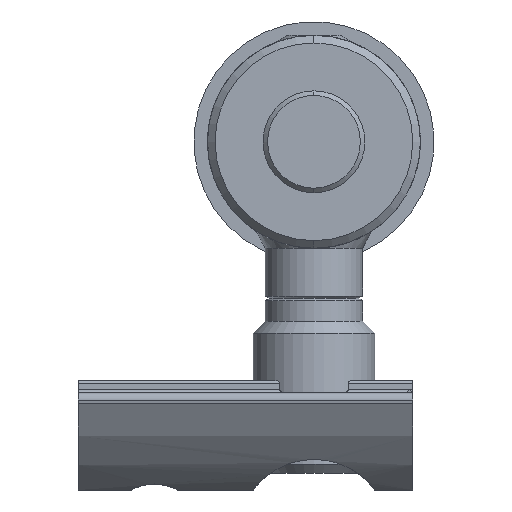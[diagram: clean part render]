
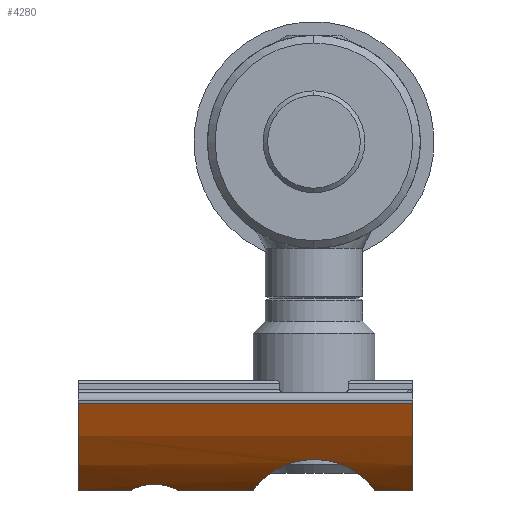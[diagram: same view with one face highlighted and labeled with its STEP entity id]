
A CAD part, front view. The second image highlights one B-rep face of the part: STEP entity #4280.
In plain terms, the highlighted cylindrical face has radius 15 mm (diameter 30 mm), a partial arc.
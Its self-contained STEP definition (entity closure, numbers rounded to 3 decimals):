
#29 = ORIENTED_EDGE ( 'NONE', *, *, #3637, .T. ) ;
#38 = ORIENTED_EDGE ( 'NONE', *, *, #1740, .T. ) ;
#110 = CARTESIAN_POINT ( 'NONE',  ( -11.049, 5.457, -22.563 ) ) ;
#122 = ORIENTED_EDGE ( 'NONE', *, *, #778, .F. ) ;
#123 = ORIENTED_EDGE ( 'NONE', *, *, #6929, .T. ) ;
#169 = CARTESIAN_POINT ( 'NONE',  ( -2.616, 4.388, -21.635 ) ) ;
#203 = CARTESIAN_POINT ( 'NONE',  ( 2.789, 4.487, -21.731 ) ) ;
#221 = ORIENTED_EDGE ( 'NONE', *, *, #3654, .T. ) ;
#295 = DIRECTION ( 'NONE',  ( 0., 1., 0. ) ) ;
#416 = EDGE_LOOP ( 'NONE', ( #7517, #6865, #7594, #7591, #29, #38, #122, #123, #221 ) ) ;
#425 = CIRCLE ( 'NONE', #1255, 15. ) ;
#655 = DIRECTION ( 'NONE',  ( -1., 0., 0. ) ) ;
#685 = EDGE_CURVE ( 'NONE', #7546, #7509, #3463, .T. ) ;
#712 = CARTESIAN_POINT ( 'NONE',  ( 6.5, 5.9, -22.9 ) ) ;
#722 = CARTESIAN_POINT ( 'NONE',  ( -10.639, 5.4, -22.518 ) ) ;
#778 = EDGE_CURVE ( 'NONE', #4663, #2367, #4935, .T. ) ;
#783 = AXIS2_PLACEMENT_3D ( 'NONE', #7299, #3887, #295 ) ;
#791 = CARTESIAN_POINT ( 'NONE',  ( -1.711, 3.935, -21.182 ) ) ;
#820 = CARTESIAN_POINT ( 'NONE',  ( 3.607, 5.272, -22.42 ) ) ;
#842 = CARTESIAN_POINT ( 'NONE',  ( 6.5, 14.754, -10.792 ) ) ;
#903 = CARTESIAN_POINT ( 'NONE',  ( -4., 5.9, -22.9 ) ) ;
#908 = CARTESIAN_POINT ( 'NONE',  ( 6.5, 5.9, -22.9 ) ) ;
#1107 = CARTESIAN_POINT ( 'NONE',  ( -15.5, 5.9, -22.9 ) ) ;
#1214 = CARTESIAN_POINT ( 'NONE',  ( -9.953, 5.457, -22.563 ) ) ;
#1255 = AXIS2_PLACEMENT_3D ( 'NONE', #4717, #4692, #4162 ) ;
#1293 = EDGE_CURVE ( 'NONE', #3407, #7178, #3251, .T. ) ;
#1388 = CARTESIAN_POINT ( 'NONE',  ( -0.882, 3.739, -20.974 ) ) ;
#1416 = CARTESIAN_POINT ( 'NONE',  ( 4., 5.9, -22.9 ) ) ;
#1428 = VERTEX_POINT ( 'NONE', #6292 ) ;
#1466 = DIRECTION ( 'NONE',  ( -1., 0., 0. ) ) ;
#1680 = CARTESIAN_POINT ( 'NONE',  ( 6.5, 1.198, -17.214 ) ) ;
#1740 = EDGE_CURVE ( 'NONE', #4956, #2367, #425, .T. ) ;
#1811 = CARTESIAN_POINT ( 'NONE',  ( -9.438, 5.621, -22.691 ) ) ;
#1891 = VECTOR ( 'NONE', #6186, 1000. ) ;
#1969 = CARTESIAN_POINT ( 'NONE',  ( -3.82, 5.572, -22.66 ) ) ;
#1996 = CARTESIAN_POINT ( 'NONE',  ( -9., 5.9, -22.9 ) ) ;
#1999 = CARTESIAN_POINT ( 'NONE',  ( -0.223, 3.671, -20.9 ) ) ;
#2105 = CARTESIAN_POINT ( 'NONE',  ( -15.5, 1.198, -17.214 ) ) ;
#2188 = FACE_OUTER_BOUND ( 'NONE', #416, .T. ) ;
#2367 = VERTEX_POINT ( 'NONE', #1107 ) ;
#2421 = CARTESIAN_POINT ( 'NONE',  ( -9., 5.9, -22.9 ) ) ;
#2553 = CIRCLE ( 'NONE', #783, 15. ) ;
#2588 = CARTESIAN_POINT ( 'NONE',  ( 0.437, 3.684, -20.914 ) ) ;
#2603 = B_SPLINE_CURVE_WITH_KNOTS ( 'NONE', 3,
 ( #903, #1969, #6604, #3163, #7182, #3769, #169, #4367, #791, #4933, #1388, #5496, #1999, #6068, #2588, #6630, #3191, #7204, #3795, #203, #4386, #820, #4957, #1416 ),
 .UNSPECIFIED., .F., .F.,
 ( 4, 2, 2, 2, 2, 2, 2, 2, 2, 2, 2, 4 ),
 ( 0., 0.001, 0.002, 0.003, 0.004, 0.005, 0.005, 0.006, 0.007, 0.008, 0.009, 0.011 ),
 .UNSPECIFIED. ) ;
#2671 = EDGE_CURVE ( 'NONE', #3351, #7546, #2553, .T. ) ;
#3121 = AXIS2_PLACEMENT_3D ( 'NONE', #842, #1466, #4463 ) ;
#3163 = CARTESIAN_POINT ( 'NONE',  ( -3.221, 4.865, -22.072 ) ) ;
#3191 = CARTESIAN_POINT ( 'NONE',  ( 1.089, 3.777, -21.015 ) ) ;
#3251 = LINE ( 'NONE', #6805, #4639 ) ;
#3351 = VERTEX_POINT ( 'NONE', #1680 ) ;
#3407 = VERTEX_POINT ( 'NONE', #4169 ) ;
#3463 = LINE ( 'NONE', #5804, #1891 ) ;
#3549 = CARTESIAN_POINT ( 'NONE',  ( 6.5, 1.198, -17.214 ) ) ;
#3566 = CARTESIAN_POINT ( 'NONE',  ( -12., 5.9, -22.9 ) ) ;
#3576 = CARTESIAN_POINT ( 'NONE',  ( -10.361, 5.4, -22.518 ) ) ;
#3637 = EDGE_CURVE ( 'NONE', #3351, #4956, #3836, .T. ) ;
#3654 = EDGE_CURVE ( 'NONE', #1428, #7178, #5213, .T. ) ;
#3705 = CARTESIAN_POINT ( 'NONE',  ( -11.18, 5.491, -22.59 ) ) ;
#3769 = CARTESIAN_POINT ( 'NONE',  ( -2.777, 4.497, -21.738 ) ) ;
#3795 = CARTESIAN_POINT ( 'NONE',  ( 2.101, 4.091, -21.346 ) ) ;
#3836 = LINE ( 'NONE', #3549, #6856 ) ;
#3887 = DIRECTION ( 'NONE',  ( 1., 0., 0. ) ) ;
#4162 = DIRECTION ( 'NONE',  ( 0., 1., 0. ) ) ;
#4169 = CARTESIAN_POINT ( 'NONE',  ( -4., 5.9, -22.9 ) ) ;
#4280 = ADVANCED_FACE ( 'NONE', ( #2188 ), #6110, .T. ) ;
#4300 = CARTESIAN_POINT ( 'NONE',  ( -10.779, 5.412, -22.528 ) ) ;
#4367 = CARTESIAN_POINT ( 'NONE',  ( -2.102, 4.092, -21.346 ) ) ;
#4386 = CARTESIAN_POINT ( 'NONE',  ( 3.093, 4.73, -21.957 ) ) ;
#4463 = DIRECTION ( 'NONE',  ( 0., -1., 0. ) ) ;
#4639 = VECTOR ( 'NONE', #6295, 1000. ) ;
#4663 = VERTEX_POINT ( 'NONE', #3566 ) ;
#4692 = DIRECTION ( 'NONE',  ( 1., 0., 0. ) ) ;
#4717 = CARTESIAN_POINT ( 'NONE',  ( -15.5, 14.754, -10.792 ) ) ;
#4761 = CARTESIAN_POINT ( 'NONE',  ( -10.224, 5.411, -22.527 ) ) ;
#4852 = CARTESIAN_POINT ( 'NONE',  ( -12., 5.9, -22.9 ) ) ;
#4879 = CARTESIAN_POINT ( 'NONE',  ( -10.5, 5.4, -22.518 ) ) ;
#4933 = CARTESIAN_POINT ( 'NONE',  ( -1.094, 3.778, -21.016 ) ) ;
#4935 = LINE ( 'NONE', #712, #5106 ) ;
#4956 = VERTEX_POINT ( 'NONE', #2105 ) ;
#4957 = CARTESIAN_POINT ( 'NONE',  ( 3.82, 5.572, -22.66 ) ) ;
#5006 = B_SPLINE_CURVE_WITH_KNOTS ( 'NONE', 3,
 ( #4852, #5975, #7118, #3705, #110, #4300, #722, #4879 ),
 .UNSPECIFIED., .F., .F.,
 ( 4, 2, 2, 4 ),
 ( 0., 0.001, 0.001, 0.002 ),
 .UNSPECIFIED. ) ;
#5106 = VECTOR ( 'NONE', #655, 1000. ) ;
#5213 = B_SPLINE_CURVE_WITH_KNOTS ( 'NONE', 3,
 ( #7585, #3576, #4761, #1214, #5336, #1811, #5882, #2421 ),
 .UNSPECIFIED., .F., .F.,
 ( 4, 2, 2, 4 ),
 ( 0.002, 0.002, 0.002, 0.003 ),
 .UNSPECIFIED. ) ;
#5336 = CARTESIAN_POINT ( 'NONE',  ( -9.819, 5.491, -22.59 ) ) ;
#5496 = CARTESIAN_POINT ( 'NONE',  ( -0.446, 3.685, -20.915 ) ) ;
#5804 = CARTESIAN_POINT ( 'NONE',  ( 6.5, 5.9, -22.9 ) ) ;
#5865 = EDGE_CURVE ( 'NONE', #3407, #7509, #2603, .T. ) ;
#5882 = CARTESIAN_POINT ( 'NONE',  ( -9.205, 5.746, -22.788 ) ) ;
#5975 = CARTESIAN_POINT ( 'NONE',  ( -11.795, 5.746, -22.788 ) ) ;
#6068 = CARTESIAN_POINT ( 'NONE',  ( 0.217, 3.671, -20.9 ) ) ;
#6110 = CYLINDRICAL_SURFACE ( 'NONE', #3121, 15. ) ;
#6186 = DIRECTION ( 'NONE',  ( -1., 0., 0. ) ) ;
#6292 = CARTESIAN_POINT ( 'NONE',  ( -10.5, 5.4, -22.518 ) ) ;
#6295 = DIRECTION ( 'NONE',  ( -1., 0., 0. ) ) ;
#6604 = CARTESIAN_POINT ( 'NONE',  ( -3.607, 5.272, -22.42 ) ) ;
#6630 = CARTESIAN_POINT ( 'NONE',  ( 0.874, 3.737, -20.972 ) ) ;
#6805 = CARTESIAN_POINT ( 'NONE',  ( 6.5, 5.9, -22.9 ) ) ;
#6856 = VECTOR ( 'NONE', #7559, 1000. ) ;
#6865 = ORIENTED_EDGE ( 'NONE', *, *, #5865, .T. ) ;
#6929 = EDGE_CURVE ( 'NONE', #4663, #1428, #5006, .T. ) ;
#7118 = CARTESIAN_POINT ( 'NONE',  ( -11.564, 5.622, -22.692 ) ) ;
#7167 = CARTESIAN_POINT ( 'NONE',  ( 4., 5.9, -22.9 ) ) ;
#7178 = VERTEX_POINT ( 'NONE', #1996 ) ;
#7182 = CARTESIAN_POINT ( 'NONE',  ( -3.08, 4.735, -21.957 ) ) ;
#7204 = CARTESIAN_POINT ( 'NONE',  ( 1.71, 3.934, -21.182 ) ) ;
#7299 = CARTESIAN_POINT ( 'NONE',  ( 6.5, 14.754, -10.792 ) ) ;
#7509 = VERTEX_POINT ( 'NONE', #7167 ) ;
#7517 = ORIENTED_EDGE ( 'NONE', *, *, #1293, .F. ) ;
#7546 = VERTEX_POINT ( 'NONE', #908 ) ;
#7559 = DIRECTION ( 'NONE',  ( -1., 0., 0. ) ) ;
#7585 = CARTESIAN_POINT ( 'NONE',  ( -10.5, 5.4, -22.518 ) ) ;
#7591 = ORIENTED_EDGE ( 'NONE', *, *, #2671, .F. ) ;
#7594 = ORIENTED_EDGE ( 'NONE', *, *, #685, .F. ) ;
